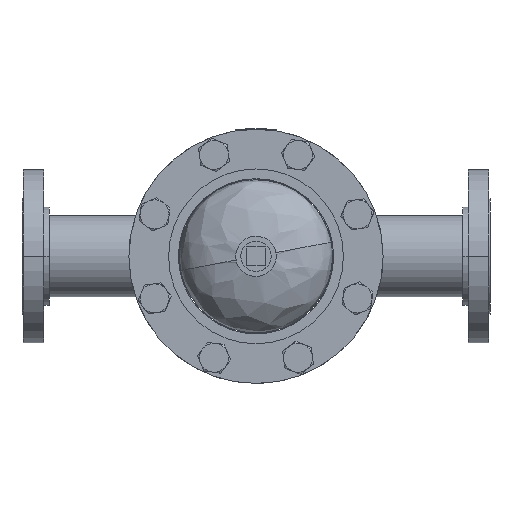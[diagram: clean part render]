
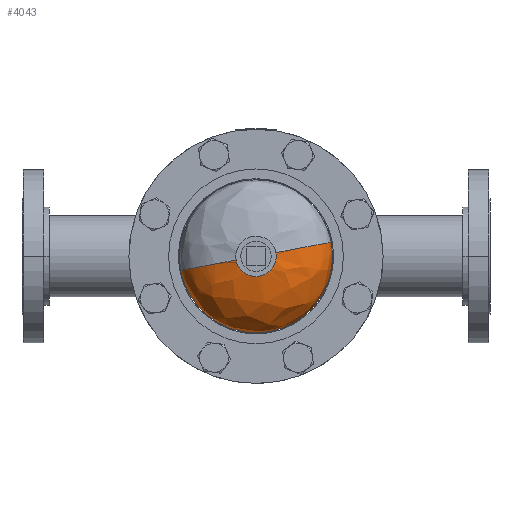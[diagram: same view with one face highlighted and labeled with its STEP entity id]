
A CAD part, front view. The second image highlights one B-rep face of the part: STEP entity #4043.
In plain terms, the highlighted free-form (B-spline) face has degree [3, 3] with [4, 4] control points.
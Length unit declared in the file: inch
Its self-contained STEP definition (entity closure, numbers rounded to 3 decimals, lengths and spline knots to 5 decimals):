
#164 = EDGE_LOOP ( 'NONE', ( #3864, #4106, #10134, #628, #688 ) ) ;
#437 = CARTESIAN_POINT ( 'NONE',  ( 0.75, 3.45335, 0. ) ) ;
#474 = DIRECTION ( 'NONE',  ( 0., -1., 0. ) ) ;
#577 = CARTESIAN_POINT ( 'NONE',  ( 3.3125, 2.57442, 0. ) ) ;
#628 = ORIENTED_EDGE ( 'NONE', *, *, #7206, .T. ) ;
#635 = FACE_OUTER_BOUND ( 'NONE', #164, .T. ) ;
#688 = ORIENTED_EDGE ( 'NONE', *, *, #4446, .F. ) ;
#714 = CARTESIAN_POINT ( 'NONE',  ( 0., 3.45335, 0. ) ) ;
#1153 = CARTESIAN_POINT ( 'NONE',  ( -2.31392, 3.25622, 0. ) ) ;
#1392 = CARTESIAN_POINT ( 'NONE',  ( 0.75, 3.45335, 0. ) ) ;
#1471 = CARTESIAN_POINT ( 'NONE',  ( 0.1387, 3.45335, -0.73706 ) ) ;
#1476 = VERTEX_POINT ( 'NONE', #9759 ) ;
#1577 = CARTESIAN_POINT ( 'NONE',  ( -3.3125, 1.70375, 0. ) ) ;
#1639 = CARTESIAN_POINT ( 'NONE',  ( 0.75, 3.45335, -1.5 ) ) ;
#1650 =( BOUNDED_SURFACE ( )  B_SPLINE_SURFACE ( 3, 3, ( 
 ( #1577, #2348, #3356, #5064 ),
 ( #4238, #11417, #8781, #577 ),
 ( #3416, #7012, #11532, #10603 ),
 ( #2520, #9723, #1639, #8846 ) ),
 .UNSPECIFIED., .F., .F., .T. ) 
 B_SPLINE_SURFACE_WITH_KNOTS ( ( 4, 4 ),
 ( 4, 4 ),
 ( 0., 1. ),
 ( 0., 1. ),
 .UNSPECIFIED. ) 
 GEOMETRIC_REPRESENTATION_ITEM ( )  RATIONAL_B_SPLINE_SURFACE ( (
 ( 1., 0.333, 0.333, 1.),
 ( 0.855, 0.285, 0.285, 0.855),
 ( 0.855, 0.285, 0.285, 0.855),
 ( 1., 0.333, 0.333, 1.) ) ) 
 REPRESENTATION_ITEM ( '' )  SURFACE ( )  );
#1938 = VERTEX_POINT ( 'NONE', #1471 ) ;
#2152 = DIRECTION ( 'NONE',  ( 1., 0., 0. ) ) ;
#2297 = CIRCLE ( 'NONE', #9082, 0.75 ) ;
#2348 = CARTESIAN_POINT ( 'NONE',  ( -3.3125, 1.70375, -6.625 ) ) ;
#2408 =( BOUNDED_CURVE ( )  B_SPLINE_CURVE ( 3, ( #11059, #5692, #1153, #8490 ),
 .UNSPECIFIED., .F., .F. ) 
 B_SPLINE_CURVE_WITH_KNOTS ( ( 4, 4 ),
 ( 0., 1.3424 ),
 .UNSPECIFIED. ) 
 CURVE ( )  GEOMETRIC_REPRESENTATION_ITEM ( )  RATIONAL_B_SPLINE_CURVE ( ( 1., 0.855, 0.855, 1. ) ) 
 REPRESENTATION_ITEM ( '' )  );
#2487 = CIRCLE ( 'NONE', #11139, 3.3125 ) ;
#2520 = CARTESIAN_POINT ( 'NONE',  ( -0.75, 3.45335, 0. ) ) ;
#3356 = CARTESIAN_POINT ( 'NONE',  ( 3.3125, 1.70375, -6.625 ) ) ;
#3416 = CARTESIAN_POINT ( 'NONE',  ( -2.31392, 3.25622, 0. ) ) ;
#3864 = ORIENTED_EDGE ( 'NONE', *, *, #10999, .F. ) ;
#3922 = DIRECTION ( 'NONE',  ( 0., -1., 0. ) ) ;
#4043 = ADVANCED_FACE ( 'NONE', ( #635 ), #1650, .T. ) ;
#4104 = CARTESIAN_POINT ( 'NONE',  ( 3.3125, 1.70375, 0. ) ) ;
#4106 = ORIENTED_EDGE ( 'NONE', *, *, #5417, .T. ) ;
#4161 = DIRECTION ( 'NONE',  ( 1., 0., 0. ) ) ;
#4238 = CARTESIAN_POINT ( 'NONE',  ( -3.3125, 2.57442, 0. ) ) ;
#4446 = EDGE_CURVE ( 'NONE', #4456, #10947, #6729, .T. ) ;
#4456 = VERTEX_POINT ( 'NONE', #4104 ) ;
#4487 = CARTESIAN_POINT ( 'NONE',  ( -0.75, 3.45335, 0. ) ) ;
#5050 = CARTESIAN_POINT ( 'NONE',  ( 2.31392, 3.25622, 0. ) ) ;
#5064 = CARTESIAN_POINT ( 'NONE',  ( 3.3125, 1.70375, 0. ) ) ;
#5417 = EDGE_CURVE ( 'NONE', #1476, #8950, #2408, .T. ) ;
#5646 = CIRCLE ( 'NONE', #6028, 0.75 ) ;
#5690 = DIRECTION ( 'NONE',  ( 0., -1., 0. ) ) ;
#5692 = CARTESIAN_POINT ( 'NONE',  ( -3.3125, 2.57442, 0. ) ) ;
#6024 = DIRECTION ( 'NONE',  ( 1., 0., 0. ) ) ;
#6028 = AXIS2_PLACEMENT_3D ( 'NONE', #714, #474, #6024 ) ;
#6592 = CARTESIAN_POINT ( 'NONE',  ( 0., 1.70375, 0. ) ) ;
#6729 =( BOUNDED_CURVE ( )  B_SPLINE_CURVE ( 3, ( #9711, #8769, #5050, #1392 ),
 .UNSPECIFIED., .F., .F. ) 
 B_SPLINE_CURVE_WITH_KNOTS ( ( 4, 4 ),
 ( 0., 1.3424 ),
 .UNSPECIFIED. ) 
 CURVE ( )  GEOMETRIC_REPRESENTATION_ITEM ( )  RATIONAL_B_SPLINE_CURVE ( ( 1., 0.855, 0.855, 1. ) ) 
 REPRESENTATION_ITEM ( '' )  );
#7012 = CARTESIAN_POINT ( 'NONE',  ( -2.31392, 3.25622, -4.62785 ) ) ;
#7206 = EDGE_CURVE ( 'NONE', #1938, #10947, #5646, .T. ) ;
#8490 = CARTESIAN_POINT ( 'NONE',  ( -0.75, 3.45335, 0. ) ) ;
#8596 = CARTESIAN_POINT ( 'NONE',  ( 0., 3.45335, 0. ) ) ;
#8769 = CARTESIAN_POINT ( 'NONE',  ( 3.3125, 2.57442, 0. ) ) ;
#8781 = CARTESIAN_POINT ( 'NONE',  ( 3.3125, 2.57442, -6.625 ) ) ;
#8846 = CARTESIAN_POINT ( 'NONE',  ( 0.75, 3.45335, 0. ) ) ;
#8950 = VERTEX_POINT ( 'NONE', #4487 ) ;
#9082 = AXIS2_PLACEMENT_3D ( 'NONE', #8596, #5690, #2152 ) ;
#9711 = CARTESIAN_POINT ( 'NONE',  ( 3.3125, 1.70375, 0. ) ) ;
#9723 = CARTESIAN_POINT ( 'NONE',  ( -0.75, 3.45335, -1.5 ) ) ;
#9759 = CARTESIAN_POINT ( 'NONE',  ( -3.3125, 1.70375, 0. ) ) ;
#10134 = ORIENTED_EDGE ( 'NONE', *, *, #11052, .T. ) ;
#10603 = CARTESIAN_POINT ( 'NONE',  ( 2.31392, 3.25622, 0. ) ) ;
#10947 = VERTEX_POINT ( 'NONE', #437 ) ;
#10999 = EDGE_CURVE ( 'NONE', #1476, #4456, #2487, .T. ) ;
#11052 = EDGE_CURVE ( 'NONE', #8950, #1938, #2297, .T. ) ;
#11059 = CARTESIAN_POINT ( 'NONE',  ( -3.3125, 1.70375, 0. ) ) ;
#11139 = AXIS2_PLACEMENT_3D ( 'NONE', #6592, #3922, #4161 ) ;
#11417 = CARTESIAN_POINT ( 'NONE',  ( -3.3125, 2.57442, -6.625 ) ) ;
#11532 = CARTESIAN_POINT ( 'NONE',  ( 2.31392, 3.25622, -4.62785 ) ) ;
